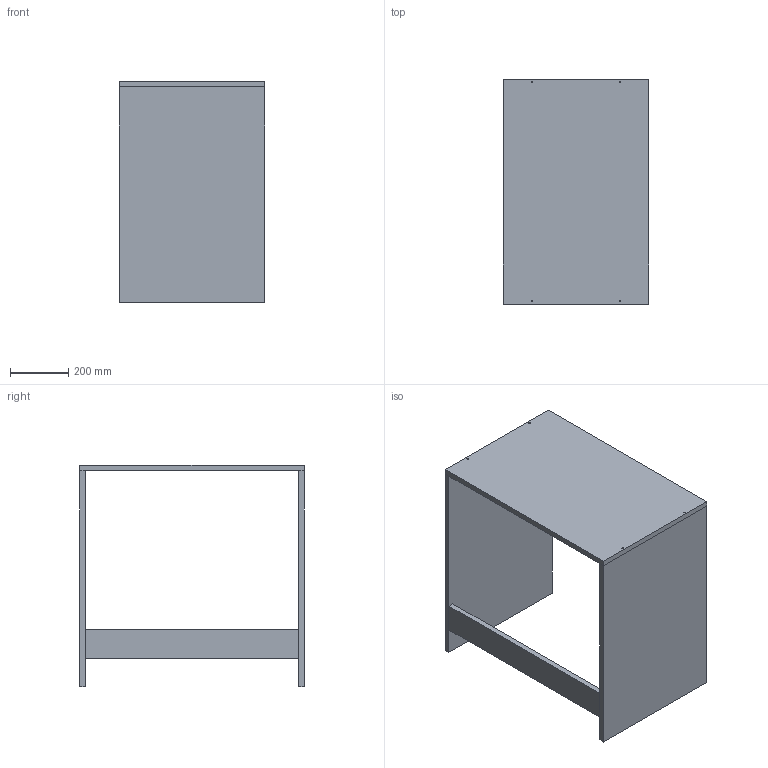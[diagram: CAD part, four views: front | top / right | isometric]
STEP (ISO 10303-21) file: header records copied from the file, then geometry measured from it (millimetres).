
FILE_DESCRIPTION(('FreeCAD Model'),'2;1');
FILE_NAME('escritorio-balcon-800.step','2021-03-13T20:07:55',('Author'),(''), 'Open CASCADE STEP processor 7.3','FreeCAD','Unknown');
FILE_SCHEMA(('AUTOMOTIVE_DESIGN { 1 0 10303 214 1 1 1 1 }'));
Length unit declared in the file: millimetre
Products named in the file (1): escritorio_balcon_800
Bounding box: 500 x 770 x 759 mm (x, y, z)
Volume: 22763333.5 mm3; surface area: 2527088 mm2
Topology: 1 solids, 3 shells, 38 faces, 76 edges, 46 vertices
Faces by surface type: plane 28, cylinder 8, cone 2
Full cylindrical faces by diameter (mm): 4 x2, 4.5 x4, 6 x2
Entity records: 1232 total; most frequent: DIRECTION 168, CARTESIAN_POINT 159, ORIENTED_EDGE 148, EDGE_CURVE 74, LINE 58, VECTOR 58, AXIS2_PLACEMENT_3D 55, VERTEX_POINT 46
